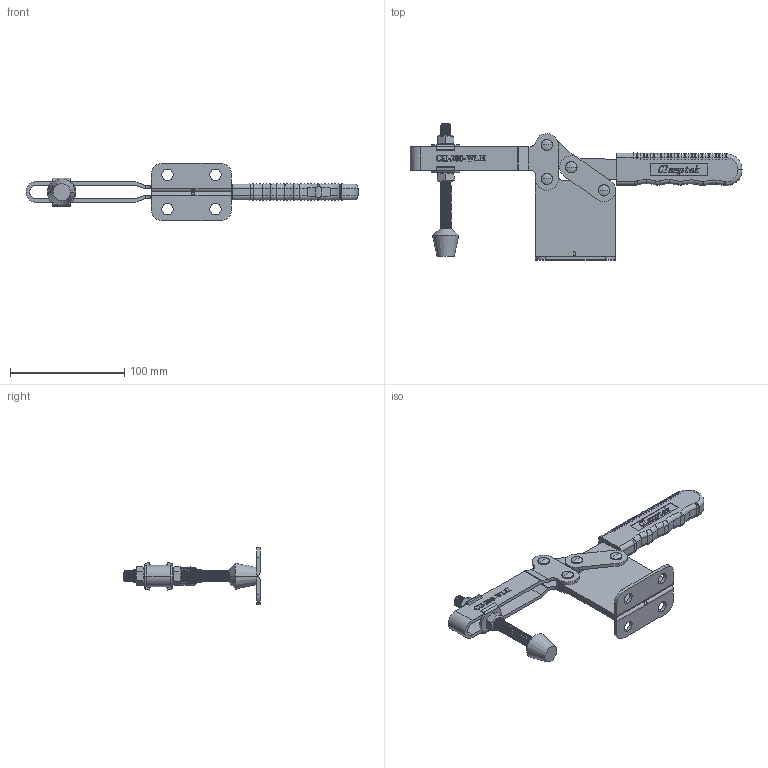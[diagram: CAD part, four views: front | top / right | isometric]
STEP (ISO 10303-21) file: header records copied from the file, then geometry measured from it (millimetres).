
FILE_DESCRIPTION (( 'STEP AP203' ), '1' );
FILE_NAME ('CH-200-WLH.STEP', '2011-05-17T03:48:57', ( '微软用户' ), ( '微软中国' ), 'SwSTEP 2.0', 'SolidWorks 2010', '' );
FILE_SCHEMA (( 'CONFIG_CONTROL_DESIGN' ));
Products named in the file (10): 200-WLH-02; FW380; 38312-01; CH-200-WLH; 200-WLH-01; 200-W-03; 200-W-06; 200-W-04; 200-W-05; 38412
Assembly tree (15 placements, depth 2):
  CH-200-WLH
    FW380  x2
    200-W-05  x4
    38312-01  x2
    200-W-04  x2
    200-WLH-01
    200-W-03
    200-WLH-02
    200-W-06
    38412
Bounding box: 290.68 x 119.08 x 50 mm (x, y, z)
Volume: 128184.9 mm3; surface area: 82236.1 mm2
Topology: 16 solids, 17 shells, 1739 faces, 4631 edges, 2979 vertices
Faces by surface type: plane 656, cylinder 482, bspline 420, torus 112, cone 55, sphere 14
Entity records: 88775 total; most frequent: CARTESIAN_POINT 50445, ORIENTED_EDGE 8648, DIRECTION 6294, EDGE_CURVE 4324, VERTEX_POINT 2791, VECTOR 2432, LINE 2432, AXIS2_PLACEMENT_3D 1931
